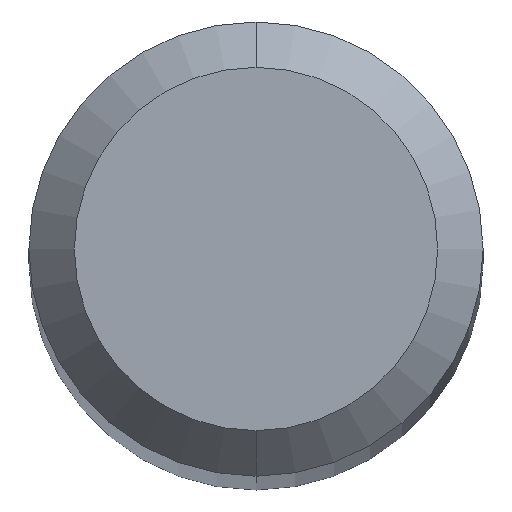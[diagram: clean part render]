
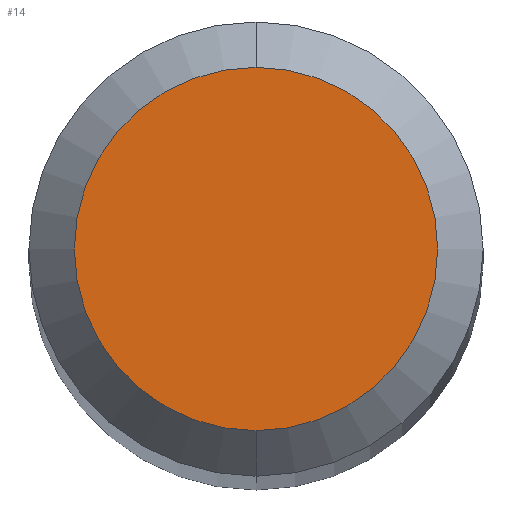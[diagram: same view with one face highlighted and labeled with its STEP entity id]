
A CAD part, top view. The second image highlights one B-rep face of the part: STEP entity #14.
In plain terms, the highlighted planar face has unit normal (0, 0, 1).
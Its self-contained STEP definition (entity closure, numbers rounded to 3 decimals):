
#1 = VERTEX_POINT ( 'NONE', #104 ) ;
#13 = CARTESIAN_POINT ( 'NONE',  ( 0., 2.807, 0. ) ) ;
#14 = ADVANCED_FACE ( 'NONE', ( #150 ), #149, .F. ) ;
#16 = CARTESIAN_POINT ( 'NONE',  ( 0., 0., 0. ) ) ;
#17 = AXIS2_PLACEMENT_3D ( 'NONE', #213, #196, #33 ) ;
#22 = CIRCLE ( 'NONE', #72, 2.245 ) ;
#33 = DIRECTION ( 'NONE',  ( 0., 1., 0. ) ) ;
#35 = DIRECTION ( 'NONE',  ( 0., 0., 1. ) ) ;
#46 = EDGE_CURVE ( 'NONE', #115, #1, #183, .T. ) ;
#72 = AXIS2_PLACEMENT_3D ( 'NONE', #16, #35, #181 ) ;
#89 = CARTESIAN_POINT ( 'NONE',  ( 0., -2.245, 0. ) ) ;
#104 = CARTESIAN_POINT ( 'NONE',  ( 0., 2.245, 0. ) ) ;
#105 = AXIS2_PLACEMENT_3D ( 'NONE', #13, #107, #136 ) ;
#107 = DIRECTION ( 'NONE',  ( 0., 0., -1. ) ) ;
#115 = VERTEX_POINT ( 'NONE', #89 ) ;
#136 = DIRECTION ( 'NONE',  ( 0., 1., 0. ) ) ;
#141 = EDGE_LOOP ( 'NONE', ( #189, #152 ) ) ;
#145 = EDGE_CURVE ( 'NONE', #1, #115, #22, .T. ) ;
#149 = PLANE ( 'NONE',  #105 ) ;
#150 = FACE_OUTER_BOUND ( 'NONE', #141, .T. ) ;
#152 = ORIENTED_EDGE ( 'NONE', *, *, #46, .T. ) ;
#181 = DIRECTION ( 'NONE',  ( 0., 1., 0. ) ) ;
#183 = CIRCLE ( 'NONE', #17, 2.245 ) ;
#189 = ORIENTED_EDGE ( 'NONE', *, *, #145, .T. ) ;
#196 = DIRECTION ( 'NONE',  ( 0., 0., 1. ) ) ;
#213 = CARTESIAN_POINT ( 'NONE',  ( 0., 0., 0. ) ) ;
